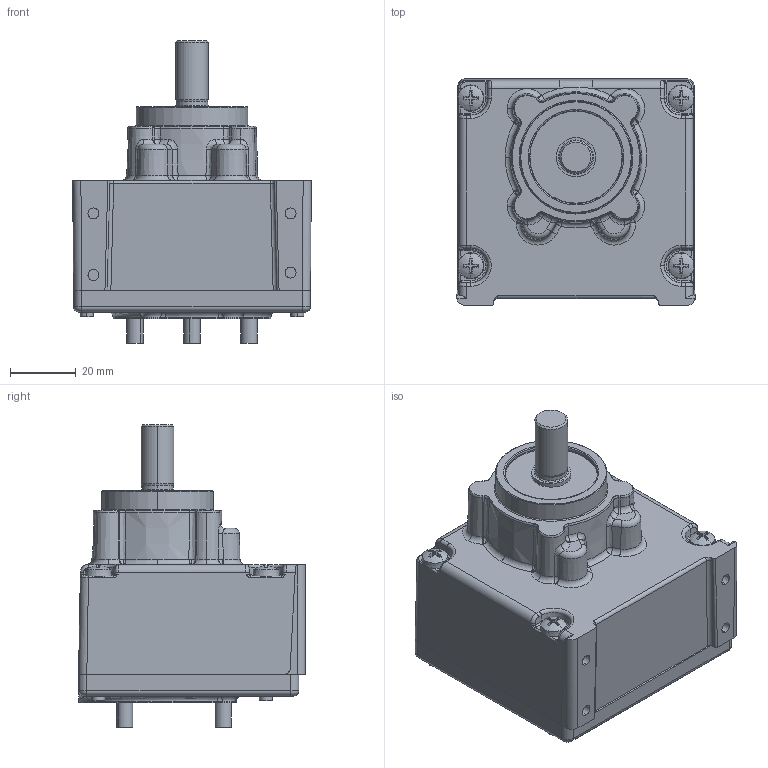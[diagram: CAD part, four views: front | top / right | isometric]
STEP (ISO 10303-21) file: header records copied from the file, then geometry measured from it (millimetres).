
FILE_DESCRIPTION (( 'STEP AP203' ), '1' );
FILE_NAME ('Getriebe SG80 B3 Flanschf A.STEP', '2018-02-21T11:32:16', ( '' ), ( '' ), 'SwSTEP 2.0', 'SolidWorks 2017', '' );
FILE_SCHEMA (( 'CONFIG_CONTROL_DESIGN' ));
Length unit declared in the file: millimetre
Products named in the file (1): Getriebe SG80 B3 Flanschf A
Bounding box: 72.59 x 69 x 91.99 mm (x, y, z)
Volume: 222471.2 mm3; surface area: 26099.7 mm2
Topology: 1 solids, 1 shells, 449 faces, 1091 edges, 646 vertices
Faces by surface type: cylinder 124, plane 120, bspline 65, torus 59, cone 53, sphere 28
Entity records: 14849 total; most frequent: CARTESIAN_POINT 4668, DIRECTION 2181, ORIENTED_EDGE 2150, EDGE_CURVE 1075, AXIS2_PLACEMENT_3D 895, VERTEX_POINT 644, CIRCLE 510, EDGE_LOOP 465
